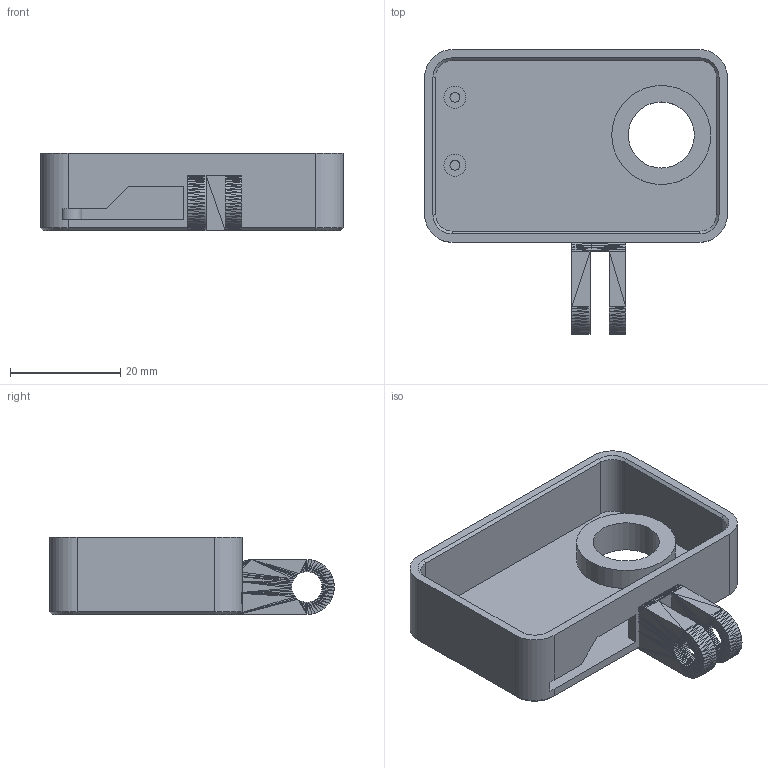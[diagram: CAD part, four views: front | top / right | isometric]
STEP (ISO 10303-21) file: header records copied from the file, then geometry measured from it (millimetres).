
FILE_DESCRIPTION(/* description */ (''),/* implementation_level */ '2;1');
FILE_NAME(/* name */ 'Pi_cam_v3_noir_gopro_body_angepasst v3.step',/* time_stamp */ '2024-10-19T08:44:02+02:00',/* author */ (''),/* organization */ (''),/* preprocessor_version */ 'ST-DEVELOPER v20',/* originating_system */ 'Autodesk Translation Framework v13.20.0.188',/* authorisation */ '');
FILE_SCHEMA (('AUTOMOTIVE_DESIGN { 1 0 10303 214 3 1 1 }'));
Length unit declared in the file: millimetre
Products named in the file (2): Pi_cam_v3_noir_gopro; NiftyMaker_PiCam_front
Assembly tree (1 placements, depth 2):
  Pi_cam_v3_noir_gopro
    NiftyMaker_PiCam_front
Bounding box: 55 x 51.73 x 14 mm (x, y, z)
Volume: 8897.9 mm3; surface area: 9289 mm2
Topology: 2 solids, 2 shells, 859 faces, 1331 edges, 476 vertices
Faces by surface type: plane 837, cylinder 14, cone 8
Full cylindrical faces by diameter (mm): 1.8 x2, 4 x2, 12 x1, 18 x1
Entity records: 17269 total; most frequent: DIRECTION 3094, CARTESIAN_POINT 2669, ORIENTED_EDGE 2662, EDGE_CURVE 1331, LINE 1292, VECTOR 1292, AXIS2_PLACEMENT_3D 901, EDGE_LOOP 867
